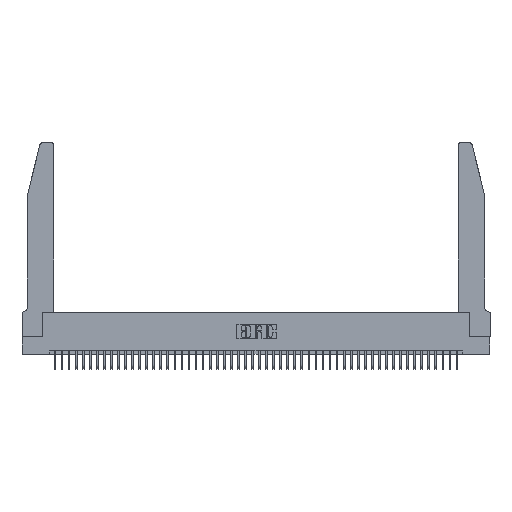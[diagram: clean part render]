
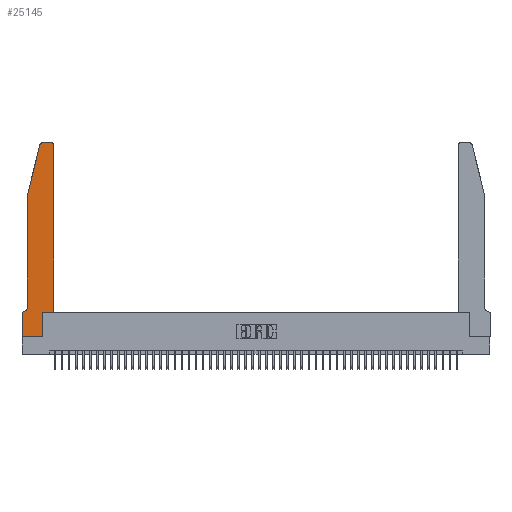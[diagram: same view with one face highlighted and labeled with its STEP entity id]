
A CAD part, top view. The second image highlights one B-rep face of the part: STEP entity #25145.
In plain terms, the highlighted planar face has unit normal (0, 0, 1).
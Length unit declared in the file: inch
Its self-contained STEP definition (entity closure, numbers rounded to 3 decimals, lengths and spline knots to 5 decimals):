
#360 = VECTOR ( 'NONE', #43566, 39.37008 ) ;
#399 = ORIENTED_EDGE ( 'NONE', *, *, #42850, .T. ) ;
#938 = DIRECTION ( 'NONE',  ( 0., 0., 1. ) ) ;
#1058 = EDGE_CURVE ( 'NONE', #20332, #46209, #48873, .T. ) ;
#1448 = PLANE ( 'NONE',  #40334 ) ;
#1555 = VERTEX_POINT ( 'NONE', #27949 ) ;
#1599 = LINE ( 'NONE', #12878, #360 ) ;
#3159 = CARTESIAN_POINT ( 'NONE',  ( 0.284, 2.72, 0.37 ) ) ;
#3770 = CIRCLE ( 'NONE', #36897, 0.03 ) ;
#4169 = EDGE_CURVE ( 'NONE', #1555, #33467, #11313, .T. ) ;
#4262 = VERTEX_POINT ( 'NONE', #33144 ) ;
#4846 = VERTEX_POINT ( 'NONE', #15481 ) ;
#5501 = EDGE_CURVE ( 'NONE', #20090, #4846, #35938, .T. ) ;
#5514 = EDGE_CURVE ( 'NONE', #46209, #25619, #1599, .T. ) ;
#5711 = DIRECTION ( 'NONE',  ( 0., 0., 1. ) ) ;
#6228 = LINE ( 'NONE', #7090, #17701 ) ;
#6572 = ORIENTED_EDGE ( 'NONE', *, *, #48050, .T. ) ;
#6580 = VERTEX_POINT ( 'NONE', #26791 ) ;
#7090 = CARTESIAN_POINT ( 'NONE',  ( 0.2605, 2.75, 0.37 ) ) ;
#7602 = AXIS2_PLACEMENT_3D ( 'NONE', #21214, #36488, #40342 ) ;
#8164 = CARTESIAN_POINT ( 'NONE',  ( 0.0755, 2., 0.37 ) ) ;
#10068 = EDGE_LOOP ( 'NONE', ( #34323, #17391, #37539, #30366, #10150, #23716, #30368, #40760, #34269, #48361, #399, #6572 ) ) ;
#10150 = ORIENTED_EDGE ( 'NONE', *, *, #4169, .T. ) ;
#10963 = DIRECTION ( 'NONE',  ( -1., 0., 0. ) ) ;
#11282 = EDGE_CURVE ( 'NONE', #33467, #4262, #33341, .T. ) ;
#11313 = CIRCLE ( 'NONE', #7602, 0.07 ) ;
#11587 = CARTESIAN_POINT ( 'NONE',  ( 0.0755, 0.35, 0.37 ) ) ;
#12687 = CARTESIAN_POINT ( 'NONE',  ( 0.284, 2.75, 0.37 ) ) ;
#12878 = CARTESIAN_POINT ( 'NONE',  ( 0.0755, 2., 0.37 ) ) ;
#13038 = DIRECTION ( 'NONE',  ( 1., 0., 0. ) ) ;
#13150 = CARTESIAN_POINT ( 'NONE',  ( 0.0055, 0.35, 0.37 ) ) ;
#13453 = DIRECTION ( 'NONE',  ( 0., 1., 0. ) ) ;
#13650 = CARTESIAN_POINT ( 'NONE',  ( 0.4505, 2.72, 0.37 ) ) ;
#13936 = LINE ( 'NONE', #19882, #49294 ) ;
#14816 = EDGE_CURVE ( 'NONE', #25619, #1555, #44278, .T. ) ;
#15171 = DIRECTION ( 'NONE',  ( 1., 0., 0. ) ) ;
#15188 = VECTOR ( 'NONE', #13453, 39.37008 ) ;
#15481 = CARTESIAN_POINT ( 'NONE',  ( 0.4505, 0.35, 0.37 ) ) ;
#16470 = EDGE_CURVE ( 'NONE', #34628, #20090, #20079, .T. ) ;
#16482 = VECTOR ( 'NONE', #17943, 39.37008 ) ;
#17391 = ORIENTED_EDGE ( 'NONE', *, *, #1058, .T. ) ;
#17701 = VECTOR ( 'NONE', #10963, 39.37008 ) ;
#17943 = DIRECTION ( 'NONE',  ( 0., 1., 0. ) ) ;
#18866 = DIRECTION ( 'NONE',  ( 0., 0., 1. ) ) ;
#19240 = CARTESIAN_POINT ( 'NONE',  ( 0.2865, 0., 0.37 ) ) ;
#19375 = LINE ( 'NONE', #43802, #15188 ) ;
#19474 = VECTOR ( 'NONE', #46401, 39.37008 ) ;
#19882 = CARTESIAN_POINT ( 'NONE',  ( 0., 0., 0.37 ) ) ;
#20079 = LINE ( 'NONE', #21151, #16482 ) ;
#20090 = VERTEX_POINT ( 'NONE', #38189 ) ;
#20332 = VERTEX_POINT ( 'NONE', #12687 ) ;
#21151 = CARTESIAN_POINT ( 'NONE',  ( 0.2865, 0.35, 0.37 ) ) ;
#21214 = CARTESIAN_POINT ( 'NONE',  ( 0.0055, 0.42, 0.37 ) ) ;
#21483 = VECTOR ( 'NONE', #37238, 39.37008 ) ;
#21961 = EDGE_CURVE ( 'NONE', #25777, #20332, #6228, .T. ) ;
#23716 = ORIENTED_EDGE ( 'NONE', *, *, #11282, .T. ) ;
#23761 = DIRECTION ( 'NONE',  ( 1., 0., 0. ) ) ;
#24026 = CARTESIAN_POINT ( 'NONE',  ( 0., 0.35, 0.37 ) ) ;
#24894 = CARTESIAN_POINT ( 'NONE',  ( 0.4205, 2.72, 0.37 ) ) ;
#25145 = ADVANCED_FACE ( 'NONE', ( #40821 ), #1448, .T. ) ;
#25199 = AXIS2_PLACEMENT_3D ( 'NONE', #3159, #18866, #15171 ) ;
#25619 = VERTEX_POINT ( 'NONE', #8164 ) ;
#25777 = VERTEX_POINT ( 'NONE', #30596 ) ;
#26791 = CARTESIAN_POINT ( 'NONE',  ( 0., 0., 0.37 ) ) ;
#27577 = VERTEX_POINT ( 'NONE', #13650 ) ;
#27757 = VECTOR ( 'NONE', #44534, 39.37008 ) ;
#27949 = CARTESIAN_POINT ( 'NONE',  ( 0.0755, 0.42, 0.37 ) ) ;
#28148 = CARTESIAN_POINT ( 'NONE',  ( 0.4505, 0.35, 0.37 ) ) ;
#28970 = LINE ( 'NONE', #48401, #27757 ) ;
#29537 = CARTESIAN_POINT ( 'NONE',  ( 0.0755, 2., 0.37 ) ) ;
#30366 = ORIENTED_EDGE ( 'NONE', *, *, #14816, .T. ) ;
#30368 = ORIENTED_EDGE ( 'NONE', *, *, #49423, .T. ) ;
#30596 = CARTESIAN_POINT ( 'NONE',  ( 0.4205, 2.75, 0.37 ) ) ;
#33144 = CARTESIAN_POINT ( 'NONE',  ( 0., 0.35, 0.37 ) ) ;
#33341 = LINE ( 'NONE', #11587, #19474 ) ;
#33467 = VERTEX_POINT ( 'NONE', #13150 ) ;
#34269 = ORIENTED_EDGE ( 'NONE', *, *, #16470, .T. ) ;
#34323 = ORIENTED_EDGE ( 'NONE', *, *, #21961, .T. ) ;
#34628 = VERTEX_POINT ( 'NONE', #19240 ) ;
#35638 = DIRECTION ( 'NONE',  ( 1., 0., 0. ) ) ;
#35938 = LINE ( 'NONE', #28148, #49700 ) ;
#36488 = DIRECTION ( 'NONE',  ( 0., 0., -1. ) ) ;
#36556 = CARTESIAN_POINT ( 'NONE',  ( 0.25487, 2.72718, 0.37 ) ) ;
#36897 = AXIS2_PLACEMENT_3D ( 'NONE', #24894, #5711, #39671 ) ;
#37238 = DIRECTION ( 'NONE',  ( 0., -1., 0. ) ) ;
#37539 = ORIENTED_EDGE ( 'NONE', *, *, #5514, .T. ) ;
#38189 = CARTESIAN_POINT ( 'NONE',  ( 0.2865, 0.35, 0.37 ) ) ;
#38284 = EDGE_CURVE ( 'NONE', #6580, #34628, #13936, .T. ) ;
#39671 = DIRECTION ( 'NONE',  ( 1., 0., 0. ) ) ;
#40334 = AXIS2_PLACEMENT_3D ( 'NONE', #24026, #938, #35638 ) ;
#40342 = DIRECTION ( 'NONE',  ( -1., 0., 0. ) ) ;
#40760 = ORIENTED_EDGE ( 'NONE', *, *, #38284, .T. ) ;
#40821 = FACE_OUTER_BOUND ( 'NONE', #10068, .T. ) ;
#42850 = EDGE_CURVE ( 'NONE', #4846, #27577, #19375, .T. ) ;
#43566 = DIRECTION ( 'NONE',  ( -0.239, -0.971, 0. ) ) ;
#43802 = CARTESIAN_POINT ( 'NONE',  ( 0.4505, 0.35, 0.37 ) ) ;
#44278 = LINE ( 'NONE', #29537, #21483 ) ;
#44534 = DIRECTION ( 'NONE',  ( 0., -1., 0. ) ) ;
#46209 = VERTEX_POINT ( 'NONE', #36556 ) ;
#46401 = DIRECTION ( 'NONE',  ( -1., 0., 0. ) ) ;
#48050 = EDGE_CURVE ( 'NONE', #27577, #25777, #3770, .T. ) ;
#48361 = ORIENTED_EDGE ( 'NONE', *, *, #5501, .T. ) ;
#48401 = CARTESIAN_POINT ( 'NONE',  ( 0., 0., 0.37 ) ) ;
#48873 = CIRCLE ( 'NONE', #25199, 0.03 ) ;
#49294 = VECTOR ( 'NONE', #23761, 39.37008 ) ;
#49423 = EDGE_CURVE ( 'NONE', #4262, #6580, #28970, .T. ) ;
#49700 = VECTOR ( 'NONE', #13038, 39.37008 ) ;
